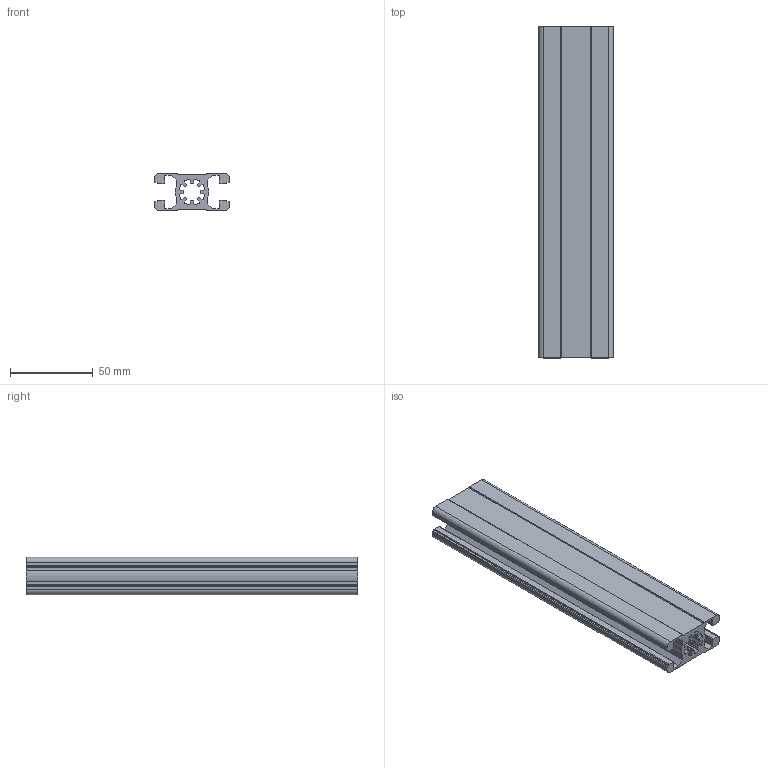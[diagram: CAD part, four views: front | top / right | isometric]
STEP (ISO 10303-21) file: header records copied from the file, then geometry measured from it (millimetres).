
FILE_DESCRIPTION(/* description */ ('Aluminiumprofil 22,5x45'),/* implementation_level */ '2;1');
FILE_NAME(/* name */ 'Syskomp 411990292 Aluminiumprofil 22,5x45.stp',/* time_stamp */ '2017-03-21T10:48:21+01:00',/* author */ ('wheldmann'),/* organization */ (''),/* preprocessor_version */ 'ST-DEVELOPER v16.1',/* originating_system */ 'Autodesk Inventor 2016',/* authorisation */ ' ');
FILE_SCHEMA (('AUTOMOTIVE_DESIGN { 1 0 10303 214 3 1 1 }'));
Length unit declared in the file: millimetre
Products named in the file (1): 411990292 Aluminiumprofil 22,5x45 - 200
Bounding box: 45 x 200 x 22.5 mm (x, y, z)
Volume: 91111 mm3; surface area: 60462.4 mm2
Topology: 1 solids, 1 shells, 130 faces, 384 edges, 256 vertices
Faces by surface type: cylinder 74, plane 56
Entity records: 4424 total; most frequent: DIRECTION 794, CARTESIAN_POINT 771, ORIENTED_EDGE 768, EDGE_CURVE 384, AXIS2_PLACEMENT_3D 279, VERTEX_POINT 256, LINE 236, VECTOR 236
